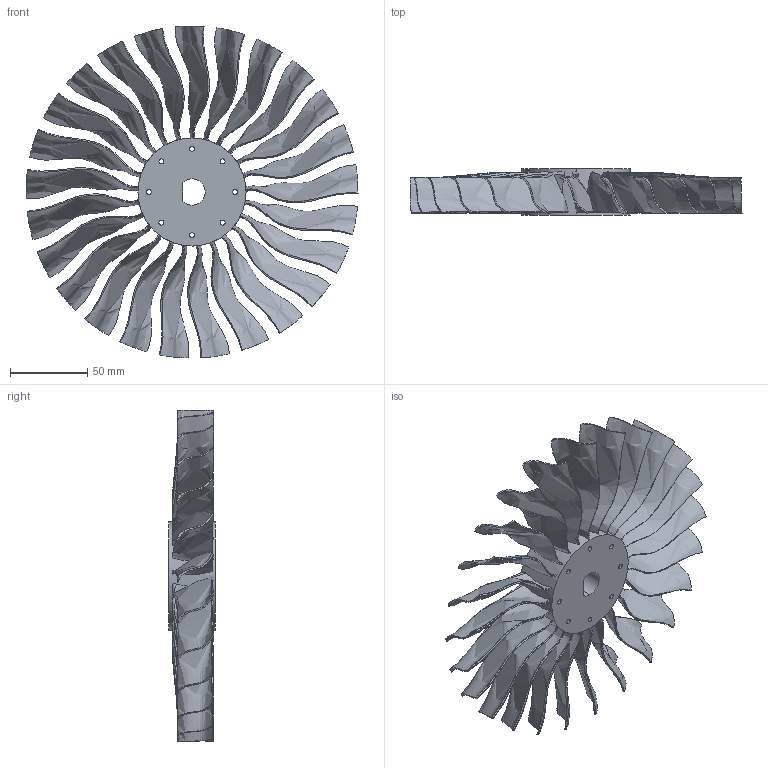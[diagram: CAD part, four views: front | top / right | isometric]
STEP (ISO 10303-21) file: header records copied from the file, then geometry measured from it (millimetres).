
FILE_DESCRIPTION (( 'STEP AP203' ), '1' );
FILE_NAME ('Solidworks_Symetric_Blade_Fan_Engine.STEP', '2025-09-15T21:45:03', ( '' ), ( '' ), 'SwSTEP 2.0', 'SolidWorks 2023', '' );
FILE_SCHEMA (( 'CONFIG_CONTROL_DESIGN' ));
Length unit declared in the file: millimetre
Products named in the file (1): Solidworks_Symetric_Blade_Fan_Engine
Bounding box: 215 x 30 x 214.97 mm (x, y, z)
Volume: 156562.1 mm3; surface area: 124351 mm2
Topology: 1 solids, 1 shells, 201 faces, 525 edges, 350 vertices
Faces by surface type: bspline 150, cylinder 48, plane 3
Entity records: 27271 total; most frequent: CARTESIAN_POINT 23541, ORIENTED_EDGE 1050, EDGE_CURVE 525, B_SPLINE_CURVE_WITH_KNOTS 456, VERTEX_POINT 350, EDGE_LOOP 243, DIRECTION 215, ADVANCED_FACE 201
